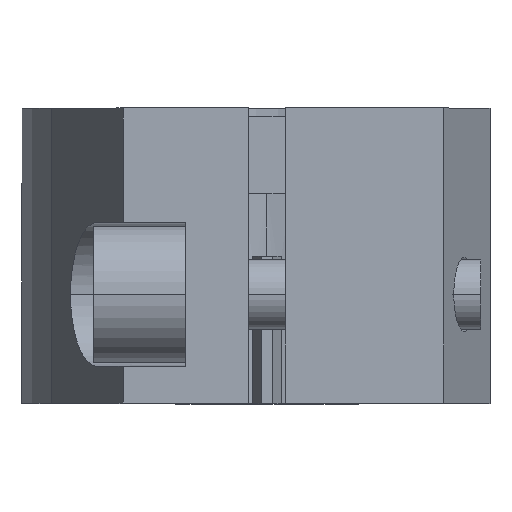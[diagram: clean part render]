
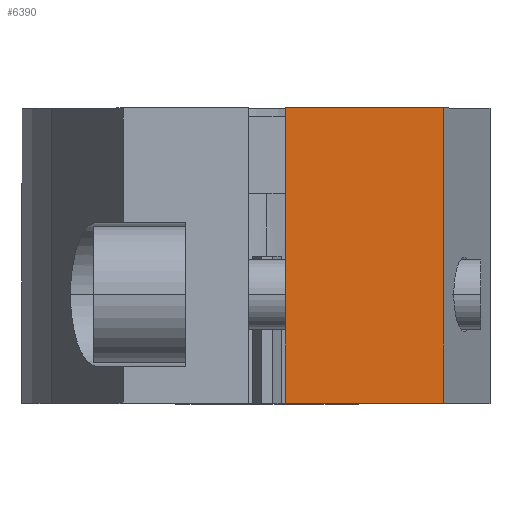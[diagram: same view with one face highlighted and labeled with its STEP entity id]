
A CAD part, top view. The second image highlights one B-rep face of the part: STEP entity #6390.
In plain terms, the highlighted planar face has unit normal (0, 0, 1).
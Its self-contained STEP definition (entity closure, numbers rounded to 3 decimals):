
#365 = VERTEX_POINT ( 'NONE', #2084 ) ;
#679 = EDGE_CURVE ( 'NONE', #5807, #2453, #4585, .T. ) ;
#693 = DIRECTION ( 'NONE',  ( 1., 0., 0. ) ) ;
#809 = DIRECTION ( 'NONE',  ( 1., 0., 0. ) ) ;
#1261 = ORIENTED_EDGE ( 'NONE', *, *, #2114, .F. ) ;
#1367 = AXIS2_PLACEMENT_3D ( 'NONE', #5027, #6620, #809 ) ;
#1617 = DIRECTION ( 'NONE',  ( -1., 0., 0. ) ) ;
#1693 = VECTOR ( 'NONE', #4392, 1000. ) ;
#2033 = CARTESIAN_POINT ( 'NONE',  ( 4.8, 8., 9. ) ) ;
#2066 = CARTESIAN_POINT ( 'NONE',  ( 0.5, 8., 9. ) ) ;
#2084 = CARTESIAN_POINT ( 'NONE',  ( 4.8, 0., 9. ) ) ;
#2114 = EDGE_CURVE ( 'NONE', #2453, #5194, #4755, .T. ) ;
#2309 = VECTOR ( 'NONE', #4651, 1000. ) ;
#2453 = VERTEX_POINT ( 'NONE', #2066 ) ;
#2672 = ORIENTED_EDGE ( 'NONE', *, *, #6736, .F. ) ;
#2750 = CARTESIAN_POINT ( 'NONE',  ( -3.9, 0., 9. ) ) ;
#2854 = CARTESIAN_POINT ( 'NONE',  ( 4.8, -45.607, 9. ) ) ;
#2897 = PLANE ( 'NONE',  #1367 ) ;
#4097 = CARTESIAN_POINT ( 'NONE',  ( 0.5, -12.042, 9. ) ) ;
#4392 = DIRECTION ( 'NONE',  ( 0., 1., 0. ) ) ;
#4497 = VECTOR ( 'NONE', #1617, 1000. ) ;
#4585 = LINE ( 'NONE', #4097, #2309 ) ;
#4651 = DIRECTION ( 'NONE',  ( 0., 1., 0. ) ) ;
#4755 = LINE ( 'NONE', #6471, #4993 ) ;
#4993 = VECTOR ( 'NONE', #693, 1000. ) ;
#5027 = CARTESIAN_POINT ( 'NONE',  ( -3.9, -45.607, 9. ) ) ;
#5064 = LINE ( 'NONE', #2854, #1693 ) ;
#5088 = EDGE_LOOP ( 'NONE', ( #1261, #6574, #2672, #6059 ) ) ;
#5194 = VERTEX_POINT ( 'NONE', #2033 ) ;
#5807 = VERTEX_POINT ( 'NONE', #6176 ) ;
#6059 = ORIENTED_EDGE ( 'NONE', *, *, #6355, .T. ) ;
#6176 = CARTESIAN_POINT ( 'NONE',  ( 0.5, 0., 9. ) ) ;
#6355 = EDGE_CURVE ( 'NONE', #365, #5194, #5064, .T. ) ;
#6382 = LINE ( 'NONE', #2750, #4497 ) ;
#6390 = ADVANCED_FACE ( 'NONE', ( #6507 ), #2897, .T. ) ;
#6471 = CARTESIAN_POINT ( 'NONE',  ( -3.9, 8., 9. ) ) ;
#6507 = FACE_OUTER_BOUND ( 'NONE', #5088, .T. ) ;
#6574 = ORIENTED_EDGE ( 'NONE', *, *, #679, .F. ) ;
#6620 = DIRECTION ( 'NONE',  ( 0., 0., 1. ) ) ;
#6736 = EDGE_CURVE ( 'NONE', #365, #5807, #6382, .T. ) ;
